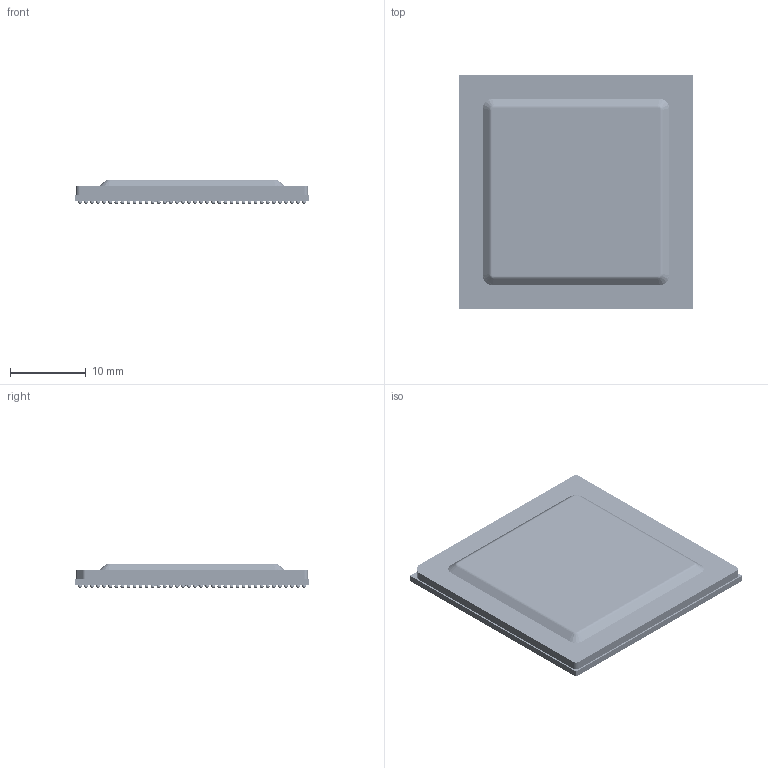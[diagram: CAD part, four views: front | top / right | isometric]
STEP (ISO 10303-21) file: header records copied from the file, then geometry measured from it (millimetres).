
FILE_DESCRIPTION((''),'2;1');
FILE_NAME('ALY1414A_ASM','2022-04-04T07:36:58',('a0412086'),(''),'CREO PARAMETRIC BY PTC INC, 2018500','CREO PARAMETRIC BY PTC INC, 2018500','');
FILE_SCHEMA(('CONFIG_CONTROL_DESIGN','SHAPE_APPEARANCE_LAYERS_GROUPS'));
Products named in the file (1103): SUBSTRATE_BGA_AF0; SMASK_BGA_TOP; HTSINK-FCBGA; SMASK_BGA_BTM_AF0; SOLDER_BALL; SOLDER_BALL_AF0; SOLDER_BALL_AF1; SOLDER_BALL_AF2; SOLDER_BALL_AF3; SOLDER_BALL_AF4; SOLDER_BALL_AF5; SOLDER_BALL_AF6; SOLDER_BALL_AF7; SOLDER_BALL_AF8; SOLDER_BALL_AF9; SOLDER_BALL_AF10; SOLDER_BALL_AF11; SOLDER_BALL_AF12; SOLDER_BALL_AF13; SOLDER_BALL_AF300; SOLDER_BALL_AF301; SOLDER_BALL_AF302; SOLDER_BALL_AF303; SOLDER_BALL_AF304; SOLDER_BALL_AF305; SOLDER_BALL_AF306; SOLDER_BALL_AF307; SOLDER_BALL_AF308; SOLDER_BALL_AF309; SOLDER_BALL_AF310; SOLDER_BALL_AF311; SOLDER_BALL_AF312; SOLDER_BALL_AF313; SOLDER_BALL_AF314; SOLDER_BALL_AF315; SOLDER_BALL_AF316; SOLDER_BALL_AF14; SOLDER_BALL_AF15; SOLDER_BALL_AF16; SOLDER_BALL_AF17 ...
Assembly tree (1461 placements, depth 3):
  ALY1414A_ASM
    SUBSTRATE_BGA_AF0
    SMASK_BGA_TOP
    HTSINK-FCBGA
    SMASK_BGA_BTM_AF0
    SOLDER_BALL  x351
    SOLDER_BALL_AF0
    SOLDER_BALL_AF1
    SOLDER_BALL_AF2
    SOLDER_BALL_AF3
    SOLDER_BALL_AF4
    SOLDER_BALL_AF5
    SOLDER_BALL_AF6
    SOLDER_BALL_AF7
    SOLDER_BALL_AF8
    SOLDER_BALL_AF9
    SOLDER_BALL_AF10
    SOLDER_BALL_AF11
    SOLDER_BALL_AF12
    SOLDER_BALL_AF13
    SOLDER_BALL_AF300
    SOLDER_BALL_AF301
    SOLDER_BALL_AF302
    SOLDER_BALL_AF303
    SOLDER_BALL_AF304
    SOLDER_BALL_AF305
    SOLDER_BALL_AF306
    SOLDER_BALL_AF307
    SOLDER_BALL_AF308
    SOLDER_BALL_AF309
    SOLDER_BALL_AF310
    SOLDER_BALL_AF311
    SOLDER_BALL_AF312
    SOLDER_BALL_AF313
    SOLDER_BALL_AF314
    SOLDER_BALL_AF315
    SOLDER_BALL_AF316
    SOLDER_BALL_AF14
    SOLDER_BALL_AF15
    SOLDER_BALL_AF16
    SOLDER_BALL_AF17
    SOLDER_BALL_AF18
    SOLDER_BALL_AF19
    SOLDER_BALL_AF20
    SOLDER_BALL_AF21
    SOLDER_BALL_AF22
    SOLDER_BALL_AF23
    SOLDER_BALL_AF24
    SOLDER_BALL_AF25
    SOLDER_BALL_AF26
    SOLDER_BALL_AF27
    SOLDER_BALL_AF317
    SOLDER_BALL_AF318
    SOLDER_BALL_AF319
    SOLDER_BALL_AF320
    SOLDER_BALL_AF321
    SOLDER_BALL_AF322
    SOLDER_BALL_AF323
    SOLDER_BALL_AF324
    SOLDER_BALL_AF325
Bounding box: 31 x 31 x 3.18 mm (x, y, z)
Volume: 1893 mm3; surface area: 9758.2 mm2
Topology: 1446 solids, 1446 shells, 4746 faces, 9574 edges, 4894 vertices
Faces by surface type: sphere 2900, plane 1633, cylinder 197, bspline 12, extrusion 4
Entity records: 121485 total; most frequent: DIRECTION 20562, CARTESIAN_POINT 14964, AXIS2_PLACEMENT_3D 10179, ORIENTED_EDGE 9084, PRESENTATION_STYLE_ASSIGNMENT 5614, STYLED_ITEM 5613, CURVE_STYLE 4542, EDGE_CURVE 4542
